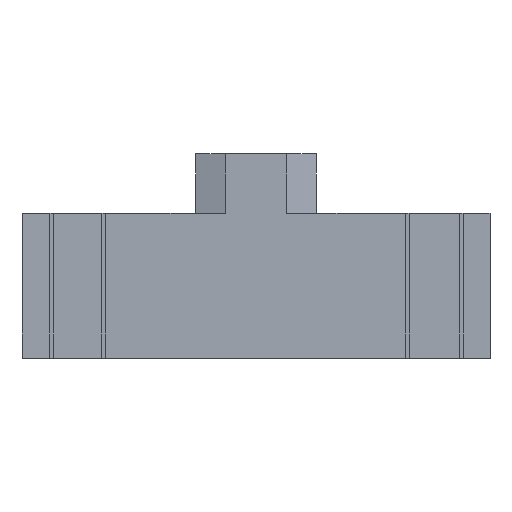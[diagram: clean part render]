
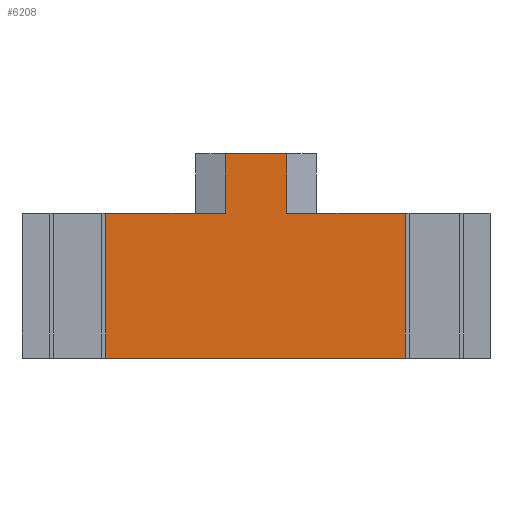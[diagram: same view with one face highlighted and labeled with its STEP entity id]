
A CAD part, front view. The second image highlights one B-rep face of the part: STEP entity #6208.
In plain terms, the highlighted planar face has unit normal (0, -1, 0).
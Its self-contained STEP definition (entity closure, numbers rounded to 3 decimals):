
#44 = PLANE('',#45);
#45 = AXIS2_PLACEMENT_3D('',#46,#47,#48);
#46 = CARTESIAN_POINT('',(-16.,32.,-5.5));
#47 = DIRECTION('',(0.,0.,1.));
#48 = DIRECTION('',(0.,-1.,0.));
#100 = PLANE('',#101);
#101 = AXIS2_PLACEMENT_3D('',#102,#103,#104);
#102 = CARTESIAN_POINT('',(-10.95,15.2,2.3));
#103 = DIRECTION('',(-0.,0.,-1.));
#104 = DIRECTION('',(0.,1.,0.));
#890 = VERTEX_POINT('',#891);
#891 = CARTESIAN_POINT('',(-8.1,-15.9,-5.5));
#905 = PLANE('',#906);
#906 = AXIS2_PLACEMENT_3D('',#907,#908,#909);
#907 = CARTESIAN_POINT('',(-8.1,-15.1,-7.7));
#908 = DIRECTION('',(-1.,0.,0.));
#909 = DIRECTION('',(0.,0.,1.));
#917 = EDGE_CURVE('',#890,#918,#920,.T.);
#918 = VERTEX_POINT('',#919);
#919 = CARTESIAN_POINT('',(8.05,-15.9,-5.5));
#920 = SURFACE_CURVE('',#921,(#925,#932),.PCURVE_S1.);
#921 = LINE('',#922,#923);
#922 = CARTESIAN_POINT('',(12.,-15.9,-5.5));
#923 = VECTOR('',#924,1.);
#924 = DIRECTION('',(1.,0.,0.));
#925 = PCURVE('',#44,#926);
#926 = DEFINITIONAL_REPRESENTATION('',(#927),#931);
#927 = LINE('',#928,#929);
#928 = CARTESIAN_POINT('',(47.9,28.));
#929 = VECTOR('',#930,1.);
#930 = DIRECTION('',(0.,1.));
#931 = ( GEOMETRIC_REPRESENTATION_CONTEXT(2) 
PARAMETRIC_REPRESENTATION_CONTEXT() REPRESENTATION_CONTEXT('2D SPACE',''
  ) );
#932 = PCURVE('',#933,#938);
#933 = PLANE('',#934);
#934 = AXIS2_PLACEMENT_3D('',#935,#936,#937);
#935 = CARTESIAN_POINT('',(8.,-15.9,-7.7));
#936 = DIRECTION('',(0.,1.,0.));
#937 = DIRECTION('',(0.,0.,1.));
#938 = DEFINITIONAL_REPRESENTATION('',(#939),#943);
#939 = LINE('',#940,#941);
#940 = CARTESIAN_POINT('',(2.2,4.));
#941 = VECTOR('',#942,1.);
#942 = DIRECTION('',(0.,1.));
#943 = ( GEOMETRIC_REPRESENTATION_CONTEXT(2) 
PARAMETRIC_REPRESENTATION_CONTEXT() REPRESENTATION_CONTEXT('2D SPACE',''
  ) );
#961 = PLANE('',#962);
#962 = AXIS2_PLACEMENT_3D('',#963,#964,#965);
#963 = CARTESIAN_POINT('',(8.05,-15.9,-7.7));
#964 = DIRECTION('',(-1.,0.,0.));
#965 = DIRECTION('',(0.,0.,1.));
#3253 = VERTEX_POINT('',#3254);
#3254 = CARTESIAN_POINT('',(8.05,-15.9,2.3));
#3275 = EDGE_CURVE('',#3253,#3276,#3278,.T.);
#3276 = VERTEX_POINT('',#3277);
#3277 = CARTESIAN_POINT('',(1.65,-15.9,2.3));
#3278 = SURFACE_CURVE('',#3279,(#3283,#3290),.PCURVE_S1.);
#3279 = LINE('',#3280,#3281);
#3280 = CARTESIAN_POINT('',(12.6,-15.9,2.3));
#3281 = VECTOR('',#3282,1.);
#3282 = DIRECTION('',(-1.,0.,0.));
#3283 = PCURVE('',#100,#3284);
#3284 = DEFINITIONAL_REPRESENTATION('',(#3285),#3289);
#3285 = LINE('',#3286,#3287);
#3286 = CARTESIAN_POINT('',(-31.1,23.55));
#3287 = VECTOR('',#3288,1.);
#3288 = DIRECTION('',(0.,-1.));
#3289 = ( GEOMETRIC_REPRESENTATION_CONTEXT(2) 
PARAMETRIC_REPRESENTATION_CONTEXT() REPRESENTATION_CONTEXT('2D SPACE',''
  ) );
#3290 = PCURVE('',#933,#3291);
#3291 = DEFINITIONAL_REPRESENTATION('',(#3292),#3296);
#3292 = LINE('',#3293,#3294);
#3293 = CARTESIAN_POINT('',(10.,4.6));
#3294 = VECTOR('',#3295,1.);
#3295 = DIRECTION('',(0.,-1.));
#3296 = ( GEOMETRIC_REPRESENTATION_CONTEXT(2) 
PARAMETRIC_REPRESENTATION_CONTEXT() REPRESENTATION_CONTEXT('2D SPACE',''
  ) );
#3314 = PLANE('',#3315);
#3315 = AXIS2_PLACEMENT_3D('',#3316,#3317,#3318);
#3316 = CARTESIAN_POINT('',(2.45,-15.667,2.3));
#3317 = DIRECTION('',(0.28,-0.96,0.));
#3318 = DIRECTION('',(0.,0.,-1.));
#5525 = PLANE('',#5526);
#5526 = AXIS2_PLACEMENT_3D('',#5527,#5528,#5529);
#5527 = CARTESIAN_POINT('',(-1.65,-16.,5.5));
#5528 = DIRECTION('',(0.,0.,1.));
#5529 = DIRECTION('',(1.,0.,-0.));
#5581 = PLANE('',#5582);
#5582 = AXIS2_PLACEMENT_3D('',#5583,#5584,#5585);
#5583 = CARTESIAN_POINT('',(-10.95,15.2,2.3));
#5584 = DIRECTION('',(-0.,0.,-1.));
#5585 = DIRECTION('',(0.,1.,0.));
#6187 = EDGE_CURVE('',#918,#3253,#6188,.T.);
#6188 = SURFACE_CURVE('',#6189,(#6193,#6200),.PCURVE_S1.);
#6189 = LINE('',#6190,#6191);
#6190 = CARTESIAN_POINT('',(8.05,-15.9,-7.7));
#6191 = VECTOR('',#6192,1.);
#6192 = DIRECTION('',(0.,0.,1.));
#6193 = PCURVE('',#961,#6194);
#6194 = DEFINITIONAL_REPRESENTATION('',(#6195),#6199);
#6195 = LINE('',#6196,#6197);
#6196 = CARTESIAN_POINT('',(0.,0.));
#6197 = VECTOR('',#6198,1.);
#6198 = DIRECTION('',(1.,0.));
#6199 = ( GEOMETRIC_REPRESENTATION_CONTEXT(2) 
PARAMETRIC_REPRESENTATION_CONTEXT() REPRESENTATION_CONTEXT('2D SPACE',''
  ) );
#6200 = PCURVE('',#933,#6201);
#6201 = DEFINITIONAL_REPRESENTATION('',(#6202),#6206);
#6202 = LINE('',#6203,#6204);
#6203 = CARTESIAN_POINT('',(0.,0.05));
#6204 = VECTOR('',#6205,1.);
#6205 = DIRECTION('',(1.,0.));
#6206 = ( GEOMETRIC_REPRESENTATION_CONTEXT(2) 
PARAMETRIC_REPRESENTATION_CONTEXT() REPRESENTATION_CONTEXT('2D SPACE',''
  ) );
#6208 = ADVANCED_FACE('',(#6209),#933,.F.);
#6209 = FACE_BOUND('',#6210,.F.);
#6210 = EDGE_LOOP('',(#6211,#6212,#6235,#6258,#6286,#6309,#6330,#6331));
#6211 = ORIENTED_EDGE('',*,*,#917,.F.);
#6212 = ORIENTED_EDGE('',*,*,#6213,.T.);
#6213 = EDGE_CURVE('',#890,#6214,#6216,.T.);
#6214 = VERTEX_POINT('',#6215);
#6215 = CARTESIAN_POINT('',(-8.1,-15.9,2.3));
#6216 = SURFACE_CURVE('',#6217,(#6221,#6228),.PCURVE_S1.);
#6217 = LINE('',#6218,#6219);
#6218 = CARTESIAN_POINT('',(-8.1,-15.9,-1.6));
#6219 = VECTOR('',#6220,1.);
#6220 = DIRECTION('',(0.,-0.,1.));
#6221 = PCURVE('',#933,#6222);
#6222 = DEFINITIONAL_REPRESENTATION('',(#6223),#6227);
#6223 = LINE('',#6224,#6225);
#6224 = CARTESIAN_POINT('',(6.1,-16.1));
#6225 = VECTOR('',#6226,1.);
#6226 = DIRECTION('',(1.,0.));
#6227 = ( GEOMETRIC_REPRESENTATION_CONTEXT(2) 
PARAMETRIC_REPRESENTATION_CONTEXT() REPRESENTATION_CONTEXT('2D SPACE',''
  ) );
#6228 = PCURVE('',#905,#6229);
#6229 = DEFINITIONAL_REPRESENTATION('',(#6230),#6234);
#6230 = LINE('',#6231,#6232);
#6231 = CARTESIAN_POINT('',(6.1,-0.8));
#6232 = VECTOR('',#6233,1.);
#6233 = DIRECTION('',(1.,0.));
#6234 = ( GEOMETRIC_REPRESENTATION_CONTEXT(2) 
PARAMETRIC_REPRESENTATION_CONTEXT() REPRESENTATION_CONTEXT('2D SPACE',''
  ) );
#6235 = ORIENTED_EDGE('',*,*,#6236,.F.);
#6236 = EDGE_CURVE('',#6237,#6214,#6239,.T.);
#6237 = VERTEX_POINT('',#6238);
#6238 = CARTESIAN_POINT('',(-1.65,-15.9,2.3));
#6239 = SURFACE_CURVE('',#6240,(#6244,#6251),.PCURVE_S1.);
#6240 = LINE('',#6241,#6242);
#6241 = CARTESIAN_POINT('',(12.6,-15.9,2.3));
#6242 = VECTOR('',#6243,1.);
#6243 = DIRECTION('',(-1.,0.,0.));
#6244 = PCURVE('',#933,#6245);
#6245 = DEFINITIONAL_REPRESENTATION('',(#6246),#6250);
#6246 = LINE('',#6247,#6248);
#6247 = CARTESIAN_POINT('',(10.,4.6));
#6248 = VECTOR('',#6249,1.);
#6249 = DIRECTION('',(0.,-1.));
#6250 = ( GEOMETRIC_REPRESENTATION_CONTEXT(2) 
PARAMETRIC_REPRESENTATION_CONTEXT() REPRESENTATION_CONTEXT('2D SPACE',''
  ) );
#6251 = PCURVE('',#5581,#6252);
#6252 = DEFINITIONAL_REPRESENTATION('',(#6253),#6257);
#6253 = LINE('',#6254,#6255);
#6254 = CARTESIAN_POINT('',(-31.1,23.55));
#6255 = VECTOR('',#6256,1.);
#6256 = DIRECTION('',(0.,-1.));
#6257 = ( GEOMETRIC_REPRESENTATION_CONTEXT(2) 
PARAMETRIC_REPRESENTATION_CONTEXT() REPRESENTATION_CONTEXT('2D SPACE',''
  ) );
#6258 = ORIENTED_EDGE('',*,*,#6259,.F.);
#6259 = EDGE_CURVE('',#6260,#6237,#6262,.T.);
#6260 = VERTEX_POINT('',#6261);
#6261 = CARTESIAN_POINT('',(-1.65,-15.9,5.5));
#6262 = SURFACE_CURVE('',#6263,(#6267,#6274),.PCURVE_S1.);
#6263 = LINE('',#6264,#6265);
#6264 = CARTESIAN_POINT('',(-1.65,-15.9,2.3));
#6265 = VECTOR('',#6266,1.);
#6266 = DIRECTION('',(0.,0.,-1.));
#6267 = PCURVE('',#933,#6268);
#6268 = DEFINITIONAL_REPRESENTATION('',(#6269),#6273);
#6269 = LINE('',#6270,#6271);
#6270 = CARTESIAN_POINT('',(10.,-9.65));
#6271 = VECTOR('',#6272,1.);
#6272 = DIRECTION('',(-1.,0.));
#6273 = ( GEOMETRIC_REPRESENTATION_CONTEXT(2) 
PARAMETRIC_REPRESENTATION_CONTEXT() REPRESENTATION_CONTEXT('2D SPACE',''
  ) );
#6274 = PCURVE('',#6275,#6280);
#6275 = PLANE('',#6276);
#6276 = AXIS2_PLACEMENT_3D('',#6277,#6278,#6279);
#6277 = CARTESIAN_POINT('',(-2.45,-15.667,2.3));
#6278 = DIRECTION('',(0.28,0.96,0.));
#6279 = DIRECTION('',(0.,0.,-1.));
#6280 = DEFINITIONAL_REPRESENTATION('',(#6281),#6285);
#6281 = LINE('',#6282,#6283);
#6282 = CARTESIAN_POINT('',(0.,-0.833));
#6283 = VECTOR('',#6284,1.);
#6284 = DIRECTION('',(1.,-0.));
#6285 = ( GEOMETRIC_REPRESENTATION_CONTEXT(2) 
PARAMETRIC_REPRESENTATION_CONTEXT() REPRESENTATION_CONTEXT('2D SPACE',''
  ) );
#6286 = ORIENTED_EDGE('',*,*,#6287,.F.);
#6287 = EDGE_CURVE('',#6288,#6260,#6290,.T.);
#6288 = VERTEX_POINT('',#6289);
#6289 = CARTESIAN_POINT('',(1.65,-15.9,5.5));
#6290 = SURFACE_CURVE('',#6291,(#6295,#6302),.PCURVE_S1.);
#6291 = LINE('',#6292,#6293);
#6292 = CARTESIAN_POINT('',(3.25,-15.9,5.5));
#6293 = VECTOR('',#6294,1.);
#6294 = DIRECTION('',(-1.,0.,0.));
#6295 = PCURVE('',#933,#6296);
#6296 = DEFINITIONAL_REPRESENTATION('',(#6297),#6301);
#6297 = LINE('',#6298,#6299);
#6298 = CARTESIAN_POINT('',(13.2,-4.75));
#6299 = VECTOR('',#6300,1.);
#6300 = DIRECTION('',(0.,-1.));
#6301 = ( GEOMETRIC_REPRESENTATION_CONTEXT(2) 
PARAMETRIC_REPRESENTATION_CONTEXT() REPRESENTATION_CONTEXT('2D SPACE',''
  ) );
#6302 = PCURVE('',#5525,#6303);
#6303 = DEFINITIONAL_REPRESENTATION('',(#6304),#6308);
#6304 = LINE('',#6305,#6306);
#6305 = CARTESIAN_POINT('',(4.9,0.1));
#6306 = VECTOR('',#6307,1.);
#6307 = DIRECTION('',(-1.,0.));
#6308 = ( GEOMETRIC_REPRESENTATION_CONTEXT(2) 
PARAMETRIC_REPRESENTATION_CONTEXT() REPRESENTATION_CONTEXT('2D SPACE',''
  ) );
#6309 = ORIENTED_EDGE('',*,*,#6310,.F.);
#6310 = EDGE_CURVE('',#3276,#6288,#6311,.T.);
#6311 = SURFACE_CURVE('',#6312,(#6316,#6323),.PCURVE_S1.);
#6312 = LINE('',#6313,#6314);
#6313 = CARTESIAN_POINT('',(1.65,-15.9,3.9));
#6314 = VECTOR('',#6315,1.);
#6315 = DIRECTION('',(-0.,0.,1.));
#6316 = PCURVE('',#933,#6317);
#6317 = DEFINITIONAL_REPRESENTATION('',(#6318),#6322);
#6318 = LINE('',#6319,#6320);
#6319 = CARTESIAN_POINT('',(11.6,-6.35));
#6320 = VECTOR('',#6321,1.);
#6321 = DIRECTION('',(1.,0.));
#6322 = ( GEOMETRIC_REPRESENTATION_CONTEXT(2) 
PARAMETRIC_REPRESENTATION_CONTEXT() REPRESENTATION_CONTEXT('2D SPACE',''
  ) );
#6323 = PCURVE('',#3314,#6324);
#6324 = DEFINITIONAL_REPRESENTATION('',(#6325),#6329);
#6325 = LINE('',#6326,#6327);
#6326 = CARTESIAN_POINT('',(-1.6,-0.833));
#6327 = VECTOR('',#6328,1.);
#6328 = DIRECTION('',(-1.,0.));
#6329 = ( GEOMETRIC_REPRESENTATION_CONTEXT(2) 
PARAMETRIC_REPRESENTATION_CONTEXT() REPRESENTATION_CONTEXT('2D SPACE',''
  ) );
#6330 = ORIENTED_EDGE('',*,*,#3275,.F.);
#6331 = ORIENTED_EDGE('',*,*,#6187,.F.);
